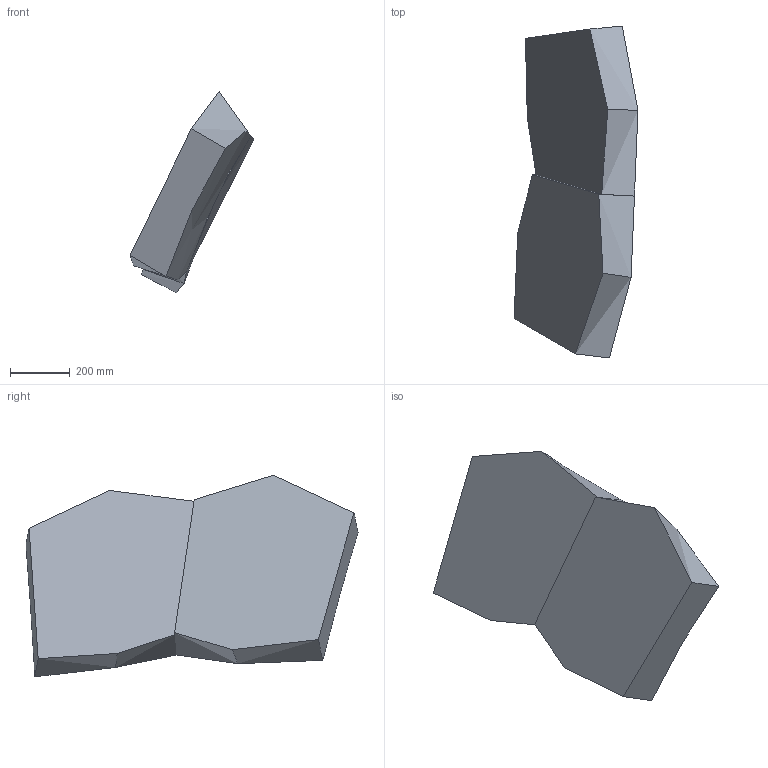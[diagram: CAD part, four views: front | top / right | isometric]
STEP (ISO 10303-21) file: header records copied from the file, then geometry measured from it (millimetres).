
FILE_DESCRIPTION(/* description */ (''),/* implementation_level */ '2;1');
FILE_NAME(/* name */ 'armadillo_two_blocks',/* time_stamp */ '2023-11-22T13:24:45+01:00',/* author */ (''),/* organization */ (''),/* preprocessor_version */ 'ST-DEVELOPER v19.2',/* originating_system */ 'Rhino 8.0',/* authorisation */ '');
FILE_SCHEMA (('CONFIG_CONTROL_DESIGN'));
Length unit declared in the file: millimetre
Products named in the file (1): Document
Bounding box: 414.48 x 1109.8 x 673.95 mm (x, y, z)
Volume: 72526114.1 mm3; surface area: 1666545 mm2
Topology: 2 solids, 2 shells, 16 faces, 36 edges, 24 vertices
Faces by surface type: bspline 10, plane 6
Entity records: 2061 total; most frequent: CARTESIAN_POINT 1758, ORIENTED_EDGE 72, EDGE_CURVE 36, VERTEX_POINT 24, ADVANCED_FACE 16, FACE_OUTER_BOUND 16, EDGE_LOOP 16, B_SPLINE_CURVE_WITH_KNOTS 11
